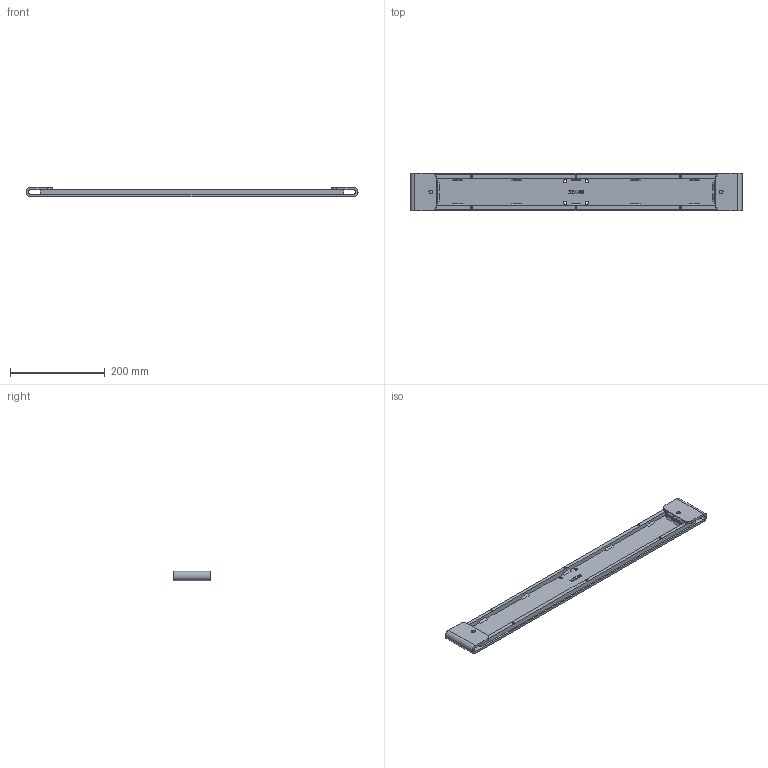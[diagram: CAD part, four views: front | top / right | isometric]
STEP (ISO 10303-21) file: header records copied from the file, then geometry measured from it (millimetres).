
FILE_DESCRIPTION((''),'2;1');
FILE_NAME('JC35TS-0293','2021-01-06T16:19:44',('sa'),('捷昌驱动'),'CREO PARAMETRIC BY PTC INC, 2018100','CREO PARAMETRIC BY PTC INC, 2018100','');
FILE_SCHEMA(('CONFIG_CONTROL_DESIGN'));
Length unit declared in the file: millimetre
Products named in the file (1): JC35TS-0293
Bounding box: 700 x 80 x 20 mm (x, y, z)
Volume: 437280.9 mm3; surface area: 167205.9 mm2
Topology: 1 solids, 11 shells, 331 faces, 952 edges, 626 vertices
Faces by surface type: plane 267, cylinder 52, cone 12
Entity records: 10707 total; most frequent: CARTESIAN_POINT 1898, ORIENTED_EDGE 1840, DIRECTION 1728, EDGE_CURVE 940, VECTOR 816, LINE 816, VERTEX_POINT 626, AXIS2_PLACEMENT_3D 456
